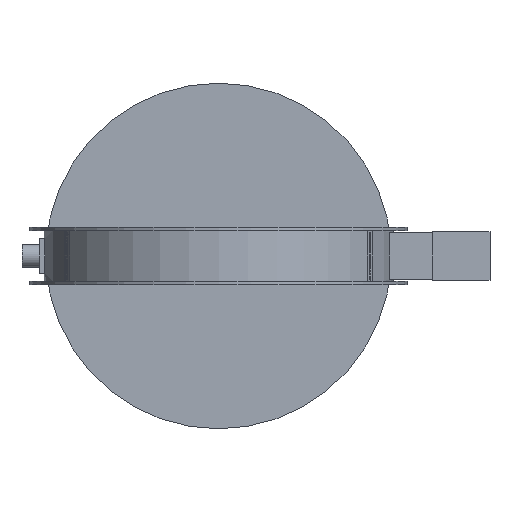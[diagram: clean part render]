
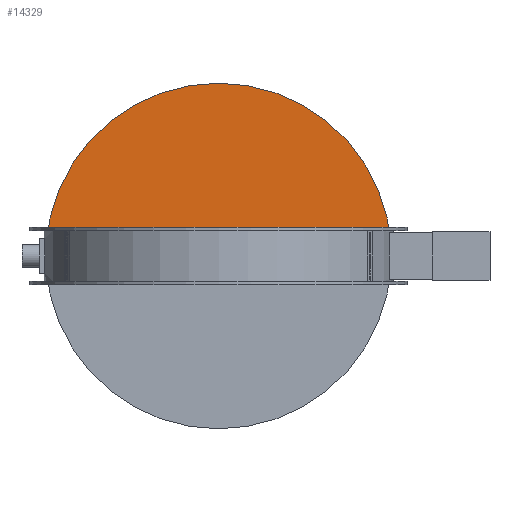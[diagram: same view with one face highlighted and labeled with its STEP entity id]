
A CAD part, front view. The second image highlights one B-rep face of the part: STEP entity #14329.
In plain terms, the highlighted planar face has unit normal (0, -1, 0).
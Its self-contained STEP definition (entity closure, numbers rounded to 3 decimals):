
#226=CIRCLE('',#15011,750.);
#990=PLANE('',#15010);
#1606=FACE_OUTER_BOUND('',#2480,.T.);
#2480=EDGE_LOOP('',(#12223,#12224));
#3901=LINE('',#24455,#5278);
#5278=VECTOR('',#17457,10.);
#6948=VERTEX_POINT('',#24453);
#6949=VERTEX_POINT('',#24454);
#8757=EDGE_CURVE('',#6948,#6949,#3901,.T.);
#8758=EDGE_CURVE('',#6948,#6949,#226,.T.);
#12223=ORIENTED_EDGE('',*,*,#8757,.F.);
#12224=ORIENTED_EDGE('',*,*,#8758,.T.);
#14329=ADVANCED_FACE('',(#1606),#990,.T.);
#15010=AXIS2_PLACEMENT_3D('',#24452,#17455,#17456);
#15011=AXIS2_PLACEMENT_3D('',#24456,#17458,#17459);
#17455=DIRECTION('center_axis',(0.,-1.,0.));
#17456=DIRECTION('ref_axis',(0.,0.,-1.));
#17457=DIRECTION('',(-1.,0.,0.));
#17458=DIRECTION('center_axis',(0.,-1.,0.));
#17459=DIRECTION('ref_axis',(1.,0.,0.));
#24452=CARTESIAN_POINT('Origin',(0.,-4.,0.));
#24453=CARTESIAN_POINT('',(749.194,-4.,34.771));
#24454=CARTESIAN_POINT('',(-749.194,-4.,34.771));
#24455=CARTESIAN_POINT('',(1044.,-4.,34.771));
#24456=CARTESIAN_POINT('Origin',(0.,-4.,0.));
